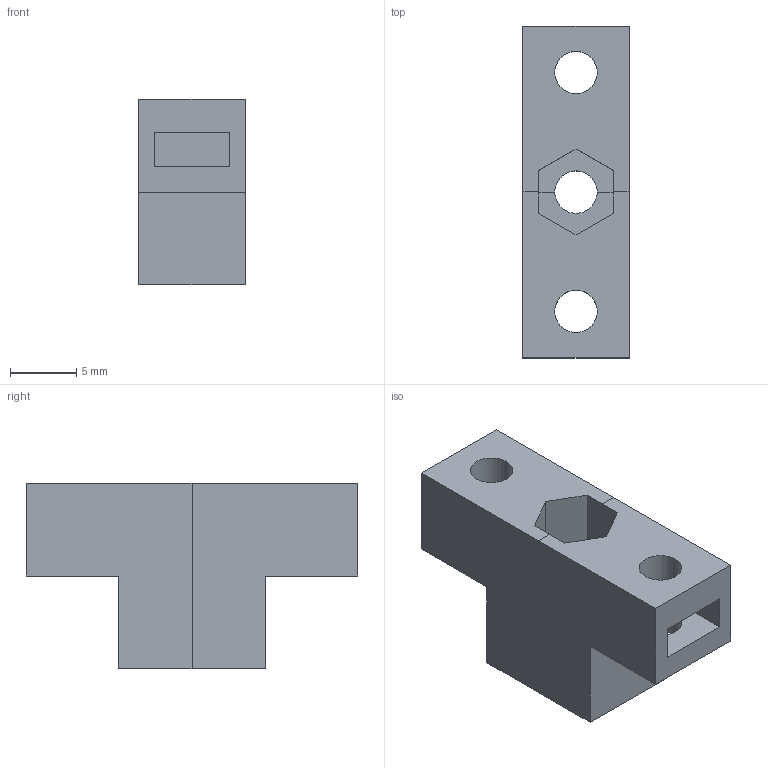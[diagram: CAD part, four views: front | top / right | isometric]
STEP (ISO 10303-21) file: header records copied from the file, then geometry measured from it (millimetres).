
FILE_DESCRIPTION(/* description */ (''),/* implementation_level */ '2;1');
FILE_NAME(/* name */ 'module_stand.step',/* time_stamp */ '2021-12-01T19:07:00+01:00',/* author */ (''),/* organization */ (''),/* preprocessor_version */ 'ST-DEVELOPER v18.1',/* originating_system */ 'Autodesk Translation Framework v10.10.0.1391',/* authorisation */ '');
FILE_SCHEMA (('AUTOMOTIVE_DESIGN { 1 0 10303 214 3 1 1 }'));
Length unit declared in the file: millimetre
Products named in the file (1): module_stand
Bounding box: 8 x 25 x 14 mm (x, y, z)
Volume: 1503.7 mm3; surface area: 1662.8 mm2
Topology: 2 solids, 2 shells, 44 faces, 114 edges, 76 vertices
Faces by surface type: plane 38, cylinder 6
Full cylindrical faces by diameter (mm): 3.2 x4
Entity records: 1378 total; most frequent: CARTESIAN_POINT 235, ORIENTED_EDGE 228, DIRECTION 216, EDGE_CURVE 114, LINE 102, VECTOR 102, VERTEX_POINT 76, AXIS2_PLACEMENT_3D 57
